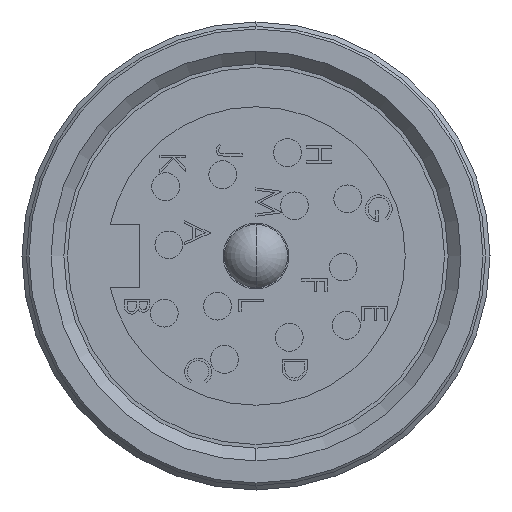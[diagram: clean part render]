
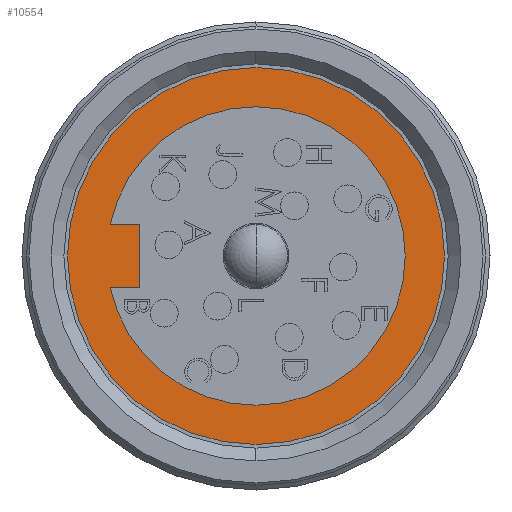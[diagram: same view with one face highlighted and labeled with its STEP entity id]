
A CAD part, left-side view. The second image highlights one B-rep face of the part: STEP entity #10554.
In plain terms, the highlighted planar face has unit normal (-1, 0, 0).
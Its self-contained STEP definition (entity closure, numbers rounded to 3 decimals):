
#235 = EDGE_CURVE ( 'NONE', #4245, #5756, #370, .T. ) ;
#257 = EDGE_CURVE ( 'NONE', #1601, #5712, #6184, .T. ) ;
#370 = LINE ( 'NONE', #7759, #623 ) ;
#478 = EDGE_CURVE ( 'NONE', #1601, #5756, #1532, .T. ) ;
#517 = CARTESIAN_POINT ( 'NONE',  ( 7., 0., -7.45 ) ) ;
#577 = CIRCLE ( 'NONE', #4380, 7.45 ) ;
#623 = VECTOR ( 'NONE', #3588, 1000. ) ;
#730 = DIRECTION ( 'NONE',  ( 1., 0., 0. ) ) ;
#1168 = DIRECTION ( 'NONE',  ( 1., 0., 0. ) ) ;
#1192 = CARTESIAN_POINT ( 'NONE',  ( 7., 0., 0. ) ) ;
#1317 = CARTESIAN_POINT ( 'NONE',  ( 7., 5.766, -1.25 ) ) ;
#1334 = DIRECTION ( 'NONE',  ( 1., 0., 0. ) ) ;
#1370 = EDGE_CURVE ( 'NONE', #4245, #5461, #8976, .T. ) ;
#1532 = LINE ( 'NONE', #2647, #10321 ) ;
#1601 = VERTEX_POINT ( 'NONE', #1627 ) ;
#1623 = EDGE_CURVE ( 'NONE', #3576, #3443, #4049, .T. ) ;
#1627 = CARTESIAN_POINT ( 'NONE',  ( 7., 4.6, -1.25 ) ) ;
#1829 = ORIENTED_EDGE ( 'NONE', *, *, #1370, .T. ) ;
#1834 = CARTESIAN_POINT ( 'NONE',  ( 7., 0., 0. ) ) ;
#2325 = VERTEX_POINT ( 'NONE', #9023 ) ;
#2326 = ORIENTED_EDGE ( 'NONE', *, *, #1623, .F. ) ;
#2406 = EDGE_LOOP ( 'NONE', ( #1829, #9296, #4065, #9579, #5606, #2508 ) ) ;
#2508 = ORIENTED_EDGE ( 'NONE', *, *, #235, .F. ) ;
#2647 = CARTESIAN_POINT ( 'NONE',  ( 7., 4.6, 0. ) ) ;
#2665 = DIRECTION ( 'NONE',  ( 0., 0., -1. ) ) ;
#2794 = AXIS2_PLACEMENT_3D ( 'NONE', #6435, #730, #7258 ) ;
#2866 = DIRECTION ( 'NONE',  ( 0., 0., 1. ) ) ;
#3245 = CARTESIAN_POINT ( 'NONE',  ( 7., 0., 0. ) ) ;
#3443 = VERTEX_POINT ( 'NONE', #10161 ) ;
#3576 = VERTEX_POINT ( 'NONE', #517 ) ;
#3588 = DIRECTION ( 'NONE',  ( 0., -1., 0. ) ) ;
#3852 = ORIENTED_EDGE ( 'NONE', *, *, #9527, .F. ) ;
#4049 = CIRCLE ( 'NONE', #4140, 7.45 ) ;
#4064 = DIRECTION ( 'NONE',  ( 1., 0., 0. ) ) ;
#4065 = ORIENTED_EDGE ( 'NONE', *, *, #4335, .T. ) ;
#4140 = AXIS2_PLACEMENT_3D ( 'NONE', #3245, #4064, #8163 ) ;
#4245 = VERTEX_POINT ( 'NONE', #7838 ) ;
#4335 = EDGE_CURVE ( 'NONE', #2325, #5712, #6337, .T. ) ;
#4348 = AXIS2_PLACEMENT_3D ( 'NONE', #7018, #1168, #2866 ) ;
#4380 = AXIS2_PLACEMENT_3D ( 'NONE', #1834, #9348, #2665 ) ;
#4456 = DIRECTION ( 'NONE',  ( 0., 0., 1. ) ) ;
#4726 = AXIS2_PLACEMENT_3D ( 'NONE', #1192, #1334, #4456 ) ;
#4913 = CARTESIAN_POINT ( 'NONE',  ( 7., 0., 0. ) ) ;
#5461 = VERTEX_POINT ( 'NONE', #7030 ) ;
#5522 = VECTOR ( 'NONE', #6160, 1000. ) ;
#5606 = ORIENTED_EDGE ( 'NONE', *, *, #478, .T. ) ;
#5712 = VERTEX_POINT ( 'NONE', #1317 ) ;
#5756 = VERTEX_POINT ( 'NONE', #7122 ) ;
#5786 = DIRECTION ( 'NONE',  ( 0., 0., 1. ) ) ;
#6160 = DIRECTION ( 'NONE',  ( 0., 1., 0. ) ) ;
#6184 = LINE ( 'NONE', #8613, #5522 ) ;
#6337 = CIRCLE ( 'NONE', #2794, 5.9 ) ;
#6435 = CARTESIAN_POINT ( 'NONE',  ( 7., 0., 0. ) ) ;
#7018 = CARTESIAN_POINT ( 'NONE',  ( 7., 0., 0. ) ) ;
#7030 = CARTESIAN_POINT ( 'NONE',  ( 7., 0., 5.9 ) ) ;
#7122 = CARTESIAN_POINT ( 'NONE',  ( 7., 4.6, 1.25 ) ) ;
#7258 = DIRECTION ( 'NONE',  ( 0., 0., 1. ) ) ;
#7418 = DIRECTION ( 'NONE',  ( -1., 0., 0. ) ) ;
#7759 = CARTESIAN_POINT ( 'NONE',  ( 7., 4.6, 1.25 ) ) ;
#7838 = CARTESIAN_POINT ( 'NONE',  ( 7., 5.766, 1.25 ) ) ;
#8163 = DIRECTION ( 'NONE',  ( 0., 0., -1. ) ) ;
#8228 = EDGE_LOOP ( 'NONE', ( #2326, #3852 ) ) ;
#8613 = CARTESIAN_POINT ( 'NONE',  ( 7., 5.766, -1.25 ) ) ;
#8705 = FACE_BOUND ( 'NONE', #2406, .T. ) ;
#8976 = CIRCLE ( 'NONE', #4348, 5.9 ) ;
#9023 = CARTESIAN_POINT ( 'NONE',  ( 7., 0., -5.9 ) ) ;
#9099 = CIRCLE ( 'NONE', #4726, 5.9 ) ;
#9296 = ORIENTED_EDGE ( 'NONE', *, *, #9608, .T. ) ;
#9348 = DIRECTION ( 'NONE',  ( 1., 0., 0. ) ) ;
#9527 = EDGE_CURVE ( 'NONE', #3443, #3576, #577, .T. ) ;
#9579 = ORIENTED_EDGE ( 'NONE', *, *, #257, .F. ) ;
#9608 = EDGE_CURVE ( 'NONE', #5461, #2325, #9099, .T. ) ;
#9721 = AXIS2_PLACEMENT_3D ( 'NONE', #4913, #7418, #5786 ) ;
#10045 = DIRECTION ( 'NONE',  ( 0., 0., 1. ) ) ;
#10161 = CARTESIAN_POINT ( 'NONE',  ( 7., 0., 7.45 ) ) ;
#10321 = VECTOR ( 'NONE', #10045, 1000. ) ;
#10392 = FACE_OUTER_BOUND ( 'NONE', #8228, .T. ) ;
#10554 = ADVANCED_FACE ( 'NONE', ( #10392, #8705 ), #10671, .T. ) ;
#10671 = PLANE ( 'NONE',  #9721 ) ;
